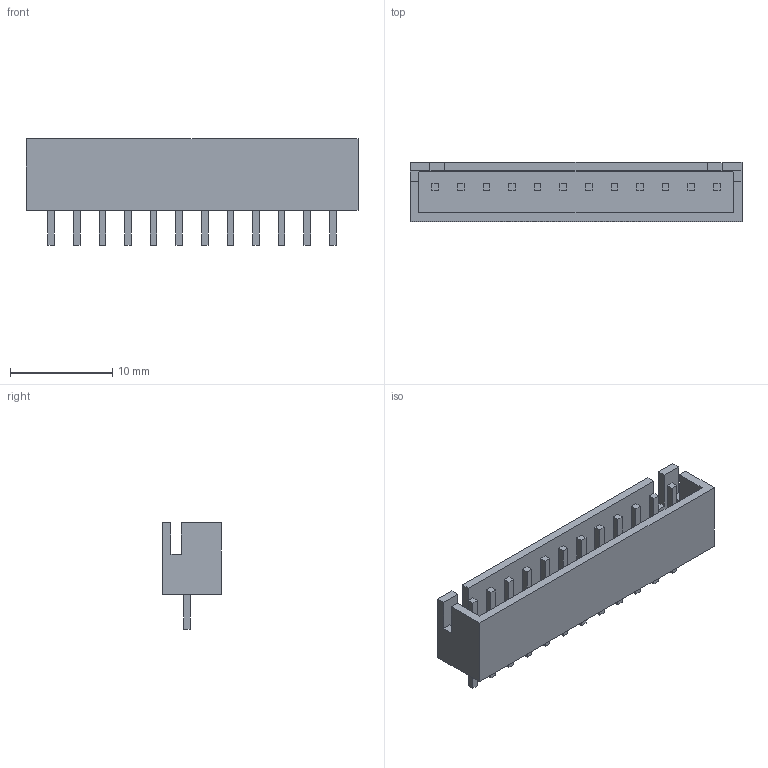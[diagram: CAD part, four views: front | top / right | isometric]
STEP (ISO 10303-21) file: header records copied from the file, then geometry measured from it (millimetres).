
FILE_DESCRIPTION(('FreeCAD Model'),'2;1');
FILE_NAME('JST_XH_B12B-XH-A_12x2.50mm_Straight.STEP','2016-03-20T22:16:02',( 'Author'),(''),'Open CASCADE STEP processor 6.8','FreeCAD','Unknown' );
FILE_SCHEMA(('AUTOMOTIVE_DESIGN_CC2 { 1 2 10303 214 -1 1 5 4 }'));
Length unit declared in the file: millimetre
Products named in the file (1): B12B-XH-A
Bounding box: 32.4 x 5.75 x 10.4 mm (x, y, z)
Volume: 737.2 mm3; surface area: 1465.4 mm2
Topology: 1 solids, 1 shells, 144 faces, 354 edges, 236 vertices
Faces by surface type: plane 144
Entity records: 9781 total; most frequent: CARTESIAN_POINT 1443, DIRECTION 1352, LINE 1062, VECTOR 1062, ORIENTED_EDGE 708, PCURVE 708, DEFINITIONAL_REPRESENTATION 708, EDGE_CURVE 354
